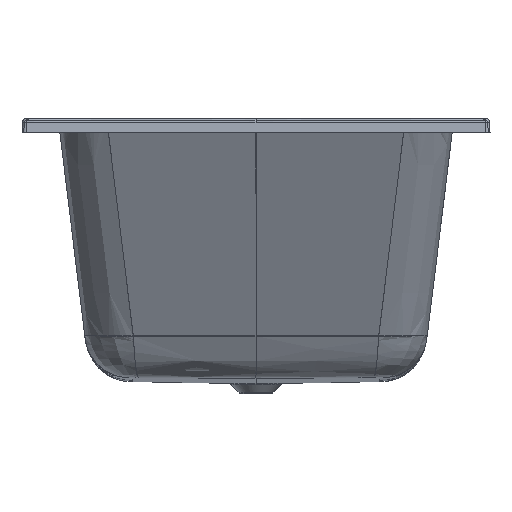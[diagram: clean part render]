
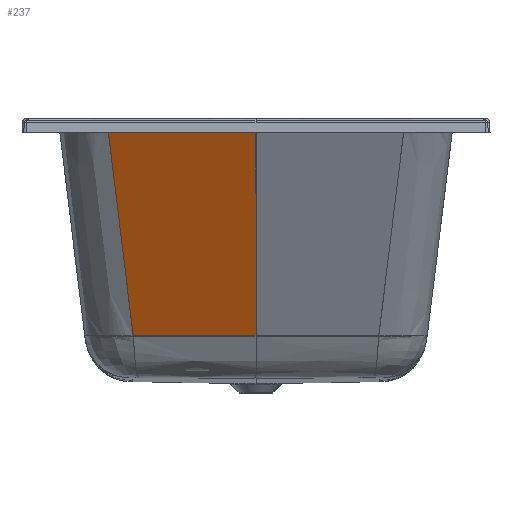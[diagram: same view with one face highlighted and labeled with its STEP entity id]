
A CAD part, left-side view. The second image highlights one B-rep face of the part: STEP entity #237.
In plain terms, the highlighted planar face has unit normal (-0.883, 0, -0.469).
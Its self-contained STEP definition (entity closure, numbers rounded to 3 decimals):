
#237=ADVANCED_FACE('',(#696),#7040,.T.);
#696=FACE_OUTER_BOUND('',#1141,.T.);
#1141=EDGE_LOOP('',(#2518,#2519,#2520,#2521));
#2518=ORIENTED_EDGE('',*,*,#4231,.T.);
#2519=ORIENTED_EDGE('',*,*,#4228,.T.);
#2520=ORIENTED_EDGE('',*,*,#4232,.T.);
#2521=ORIENTED_EDGE('',*,*,#4233,.T.);
#4228=EDGE_CURVE('',#6314,#6329,#5588,.T.);
#4231=EDGE_CURVE('',#6315,#6314,#5591,.T.);
#4232=EDGE_CURVE('',#6329,#6330,#5592,.T.);
#4233=EDGE_CURVE('',#6330,#6315,#5593,.T.);
#5588=B_SPLINE_CURVE_WITH_KNOTS('',1,(#67824,#67825),.UNSPECIFIED.,.F.,
 .F.,(2,2),(-208.506,204.502),.UNSPECIFIED.);
#5591=B_SPLINE_CURVE_WITH_KNOTS('',3,(#67832,#67833,#67834,#67835),
 .UNSPECIFIED.,.F.,.F.,(4,4),(-104.895,104.895),
 .UNSPECIFIED.);
#5592=B_SPLINE_CURVE_WITH_KNOTS('',5,(#67836,#67837,#67838,#67839,#67840,
#67841,#67842,#67843,#67844,#67845,#67846,#67847,#67848,#67849,#67850,#67851,
#67852,#67853,#67854,#67855,#67856),.UNSPECIFIED.,.F.,.F.,(6,3,3,3,3,3,
6),(119.187,284.155,395.828,446.304,471.542,
496.78,502.984),.UNSPECIFIED.);
#5593=B_SPLINE_CURVE_WITH_KNOTS('',1,(#67857,#67858),.UNSPECIFIED.,.F.,
 .F.,(2,2),(-205.663,209.728),.UNSPECIFIED.);
#6314=VERTEX_POINT('',#66224);
#6315=VERTEX_POINT('',#66225);
#6329=VERTEX_POINT('',#66239);
#6330=VERTEX_POINT('',#66240);
#7040=PLANE('',#7170);
#7170=AXIS2_PLACEMENT_3D('',#28179,#7284,$);
#7284=DIRECTION('',(-0.883,0.,-0.469));
#28179=CARTESIAN_POINT('',(-852.75,331.788,259.498));
#66224=CARTESIAN_POINT('',(-642.13,-1.414,-136.62));
#66225=CARTESIAN_POINT('',(-642.13,208.377,-136.62));
#66239=CARTESIAN_POINT('',(-836.026,-1.414,228.045));
#66240=CARTESIAN_POINT('',(-836.009,253.148,228.012));
#67824=CARTESIAN_POINT('',(-642.13,-1.414,-136.62));
#67825=CARTESIAN_POINT('',(-836.026,-1.414,228.045));
#67832=CARTESIAN_POINT('',(-642.13,208.377,-136.62));
#67833=CARTESIAN_POINT('',(-642.13,138.447,-136.62));
#67834=CARTESIAN_POINT('',(-642.13,68.516,-136.62));
#67835=CARTESIAN_POINT('',(-642.13,-1.414,-136.62));
#67836=CARTESIAN_POINT('',(-836.026,-1.414,228.045));
#67837=CARTESIAN_POINT('',(-836.024,21.922,228.041));
#67838=CARTESIAN_POINT('',(-836.023,45.257,228.038));
#67839=CARTESIAN_POINT('',(-836.021,59.013,228.036));
#67840=CARTESIAN_POINT('',(-836.019,98.145,228.031));
#67841=CARTESIAN_POINT('',(-836.016,137.277,228.027));
#67842=CARTESIAN_POINT('',(-836.016,145.49,228.026));
#67843=CARTESIAN_POINT('',(-836.014,168.427,228.023));
#67844=CARTESIAN_POINT('',(-836.013,191.363,228.021));
#67845=CARTESIAN_POINT('',(-836.013,198.503,228.021));
#67846=CARTESIAN_POINT('',(-836.012,209.213,228.019));
#67847=CARTESIAN_POINT('',(-836.012,219.923,228.018));
#67848=CARTESIAN_POINT('',(-836.012,223.493,228.018));
#67849=CARTESIAN_POINT('',(-836.011,230.633,228.017));
#67850=CARTESIAN_POINT('',(-836.01,237.772,228.015));
#67851=CARTESIAN_POINT('',(-836.01,241.342,228.014));
#67852=CARTESIAN_POINT('',(-836.009,245.79,228.012));
#67853=CARTESIAN_POINT('',(-836.008,250.238,228.012));
#67854=CARTESIAN_POINT('',(-836.008,251.256,228.012));
#67855=CARTESIAN_POINT('',(-836.008,252.228,228.012));
#67856=CARTESIAN_POINT('',(-836.009,253.148,228.012));
#67857=CARTESIAN_POINT('',(-836.009,253.148,228.012));
#67858=CARTESIAN_POINT('',(-642.13,208.377,-136.62));
